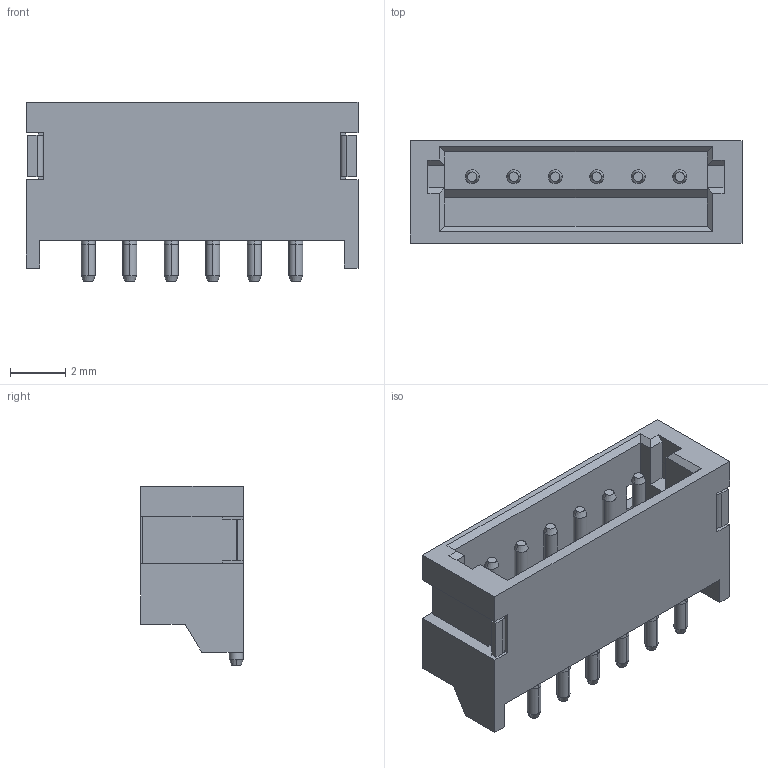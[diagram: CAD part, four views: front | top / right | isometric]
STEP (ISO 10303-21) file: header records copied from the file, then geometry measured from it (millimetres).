
FILE_DESCRIPTION (( 'STEP AP214' ), '1' );
FILE_NAME ('S6B-ZR-SM4A-TF(LF)(SN).STEP', '2019-01-12T09:42:54', ( '' ), ( '' ), 'SwSTEP 2.0', 'SolidWorks 2017', '' );
FILE_SCHEMA (( 'AUTOMOTIVE_DESIGN' ));
Length unit declared in the file: millimetre
Products named in the file (1): S6B-ZR-SM4A-TF(LF)(SN)
Bounding box: 12 x 3.7 x 6.5 mm (x, y, z)
Volume: 137 mm3; surface area: 410 mm2
Topology: 15 solids, 15 shells, 163 faces, 378 edges, 240 vertices
Faces by surface type: plane 99, cylinder 28, cone 24, bspline 12
Entity records: 5052 total; most frequent: CARTESIAN_POINT 1142, DIRECTION 774, ORIENTED_EDGE 756, EDGE_CURVE 378, LINE 262, VECTOR 262, AXIS2_PLACEMENT_3D 256, VERTEX_POINT 240
